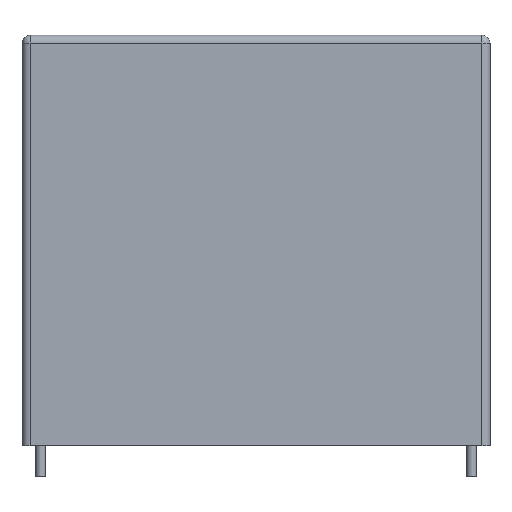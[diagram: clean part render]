
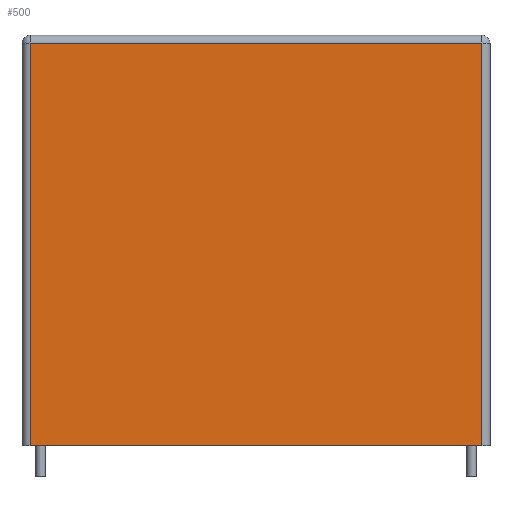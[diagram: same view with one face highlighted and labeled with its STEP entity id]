
A CAD part, front view. The second image highlights one B-rep face of the part: STEP entity #500.
In plain terms, the highlighted planar face has unit normal (0, -1, 0).
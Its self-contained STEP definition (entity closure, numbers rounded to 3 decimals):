
#81=CARTESIAN_POINT('',(-27.5,-17.5,49.0));
#82=VERTEX_POINT('',#81);
#107=CARTESIAN_POINT('',(-27.5,-17.5,0.0));
#108=VERTEX_POINT('',#107);
#116=CARTESIAN_POINT('',(-27.5,-17.5,0.0));
#117=DIRECTION('',(0.0,0.0,1.0));
#118=VECTOR('',#117,49.0);
#119=LINE('',#116,#118);
#120=EDGE_CURVE('',#108,#82,#119,.T.);
#137=CARTESIAN_POINT('',(27.5,-17.5,49.0));
#138=VERTEX_POINT('',#137);
#172=CARTESIAN_POINT('',(27.5,-17.5,0.0));
#173=VERTEX_POINT('',#172);
#190=CARTESIAN_POINT('',(27.5,-17.5,49.0));
#191=DIRECTION('',(0.0,0.0,-1.0));
#192=VECTOR('',#191,49.0);
#193=LINE('',#190,#192);
#194=EDGE_CURVE('',#138,#173,#193,.T.);
#412=CARTESIAN_POINT('',(-27.5,-17.5,49.0));
#413=DIRECTION('',(1.0,0.0,0.0));
#414=VECTOR('',#413,55.0);
#415=LINE('',#412,#414);
#416=EDGE_CURVE('',#82,#138,#415,.T.);
#484=CARTESIAN_POINT('',(-28.5,-17.5,-15.0));
#485=DIRECTION('',(0.0,-1.0,0.0));
#486=DIRECTION('',(1.0,0.0,0.0));
#487=AXIS2_PLACEMENT_3D('',#484,#485,#486);
#488=PLANE('',#487);
#489=ORIENTED_EDGE('',*,*,#120,.F.);
#490=CARTESIAN_POINT('',(-27.5,-17.5,0.0));
#491=DIRECTION('',(1.0,0.0,0.0));
#492=VECTOR('',#491,55.0);
#493=LINE('',#490,#492);
#494=EDGE_CURVE('',#108,#173,#493,.T.);
#495=ORIENTED_EDGE('',*,*,#494,.T.);
#496=ORIENTED_EDGE('',*,*,#194,.F.);
#497=ORIENTED_EDGE('',*,*,#416,.F.);
#498=EDGE_LOOP('',(#489,#495,#496,#497));
#499=FACE_OUTER_BOUND('',#498,.T.);
#500=ADVANCED_FACE('',(#499),#488,.T.);
